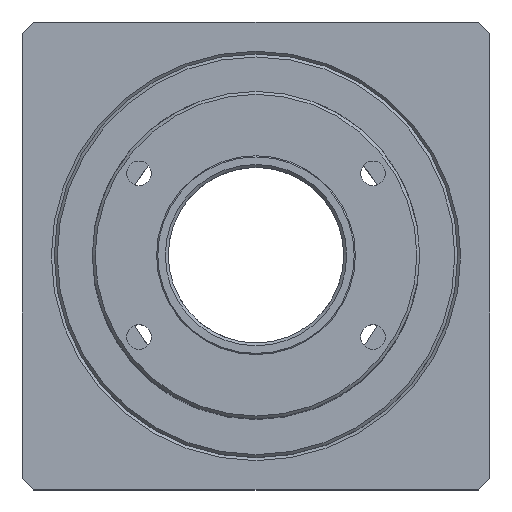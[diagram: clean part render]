
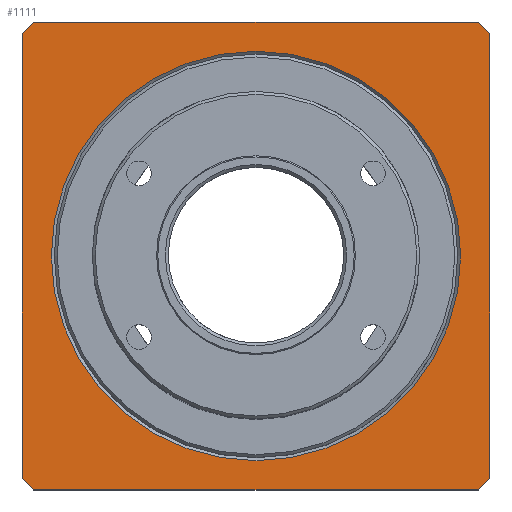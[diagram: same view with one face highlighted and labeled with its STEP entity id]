
A CAD part, top view. The second image highlights one B-rep face of the part: STEP entity #1111.
In plain terms, the highlighted planar face has unit normal (0, 0, 1).
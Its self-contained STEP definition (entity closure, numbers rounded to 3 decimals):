
#46=PLANE($,#1228);
#101=LINE($,#1932,#165);
#102=LINE($,#1934,#166);
#103=LINE($,#1936,#167);
#104=LINE($,#1938,#168);
#105=LINE($,#1940,#169);
#106=LINE($,#1942,#170);
#107=LINE($,#1944,#171);
#108=LINE($,#1945,#172);
#165=VECTOR($,#1476,2.828);
#166=VECTOR($,#1477,76.);
#167=VECTOR($,#1478,2.828);
#168=VECTOR($,#1479,76.);
#169=VECTOR($,#1480,2.828);
#170=VECTOR($,#1481,76.);
#171=VECTOR($,#1482,2.828);
#172=VECTOR($,#1483,76.);
#243=FACE_BOUND($,#392,.T.);
#291=FACE_OUTER_BOUND($,#391,.T.);
#391=EDGE_LOOP($,(#906,#907,#908,#909,#910,#911,#912,#913));
#392=EDGE_LOOP($,(#914));
#466=CIRCLE($,#1227,35.);
#551=VERTEX_POINT($,#1927);
#552=VERTEX_POINT($,#1930);
#553=VERTEX_POINT($,#1931);
#554=VERTEX_POINT($,#1933);
#555=VERTEX_POINT($,#1935);
#556=VERTEX_POINT($,#1937);
#557=VERTEX_POINT($,#1939);
#558=VERTEX_POINT($,#1941);
#559=VERTEX_POINT($,#1943);
#676=EDGE_CURVE($,#551,#551,#466,.T.);
#677=EDGE_CURVE($,#552,#553,#101,.T.);
#678=EDGE_CURVE($,#554,#552,#102,.T.);
#679=EDGE_CURVE($,#555,#554,#103,.T.);
#680=EDGE_CURVE($,#556,#555,#104,.T.);
#681=EDGE_CURVE($,#557,#556,#105,.T.);
#682=EDGE_CURVE($,#558,#557,#106,.T.);
#683=EDGE_CURVE($,#559,#558,#107,.T.);
#684=EDGE_CURVE($,#553,#559,#108,.T.);
#906=ORIENTED_EDGE($,*,*,#677,.F.);
#907=ORIENTED_EDGE($,*,*,#678,.F.);
#908=ORIENTED_EDGE($,*,*,#679,.F.);
#909=ORIENTED_EDGE($,*,*,#680,.F.);
#910=ORIENTED_EDGE($,*,*,#681,.F.);
#911=ORIENTED_EDGE($,*,*,#682,.F.);
#912=ORIENTED_EDGE($,*,*,#683,.F.);
#913=ORIENTED_EDGE($,*,*,#684,.F.);
#914=ORIENTED_EDGE($,*,*,#676,.F.);
#1111=ADVANCED_FACE($,(#291,#243),#46,.T.);
#1227=AXIS2_PLACEMENT_3D($,#1928,#1472,#1473);
#1228=AXIS2_PLACEMENT_3D($,#1929,#1474,#1475);
#1472=DIRECTION('center_axis',(0.,0.,1.));
#1473=DIRECTION('ref_axis',(-1.,0.,0.));
#1474=DIRECTION('center_axis',(0.,0.,1.));
#1475=DIRECTION('ref_axis',(1.,0.,0.));
#1476=DIRECTION($,(-0.707,0.707,0.));
#1477=DIRECTION($,(-1.,0.,0.));
#1478=DIRECTION($,(-0.707,-0.707,0.));
#1479=DIRECTION($,(0.,-1.,0.));
#1480=DIRECTION($,(0.707,-0.707,0.));
#1481=DIRECTION($,(1.,0.,0.));
#1482=DIRECTION($,(0.707,0.707,0.));
#1483=DIRECTION($,(0.,1.,0.));
#1927=CARTESIAN_POINT('',(43.207,-103.536,-8.958));
#1928=CARTESIAN_POINT('Origin',(8.207,-103.536,-8.958));
#1929=CARTESIAN_POINT('Origin',(8.207,-103.536,-8.958));
#1930=CARTESIAN_POINT('',(-29.793,-143.536,-8.958));
#1931=CARTESIAN_POINT('',(-31.793,-141.536,-8.958));
#1932=CARTESIAN_POINT($,(-30.793,-142.536,-8.958));
#1933=CARTESIAN_POINT('',(46.207,-143.536,-8.958));
#1934=CARTESIAN_POINT($,(48.207,-143.536,-8.958));
#1935=CARTESIAN_POINT('',(48.207,-141.536,-8.958));
#1936=CARTESIAN_POINT($,(47.207,-142.536,-8.958));
#1937=CARTESIAN_POINT('',(48.207,-65.536,-8.958));
#1938=CARTESIAN_POINT($,(48.207,-63.536,-8.958));
#1939=CARTESIAN_POINT('',(46.207,-63.536,-8.958));
#1940=CARTESIAN_POINT($,(47.207,-64.536,-8.958));
#1941=CARTESIAN_POINT('',(-29.793,-63.536,-8.958));
#1942=CARTESIAN_POINT($,(-31.793,-63.536,-8.958));
#1943=CARTESIAN_POINT('',(-31.793,-65.536,-8.958));
#1944=CARTESIAN_POINT($,(-30.793,-64.536,-8.958));
#1945=CARTESIAN_POINT($,(-31.793,-143.536,-8.958));
